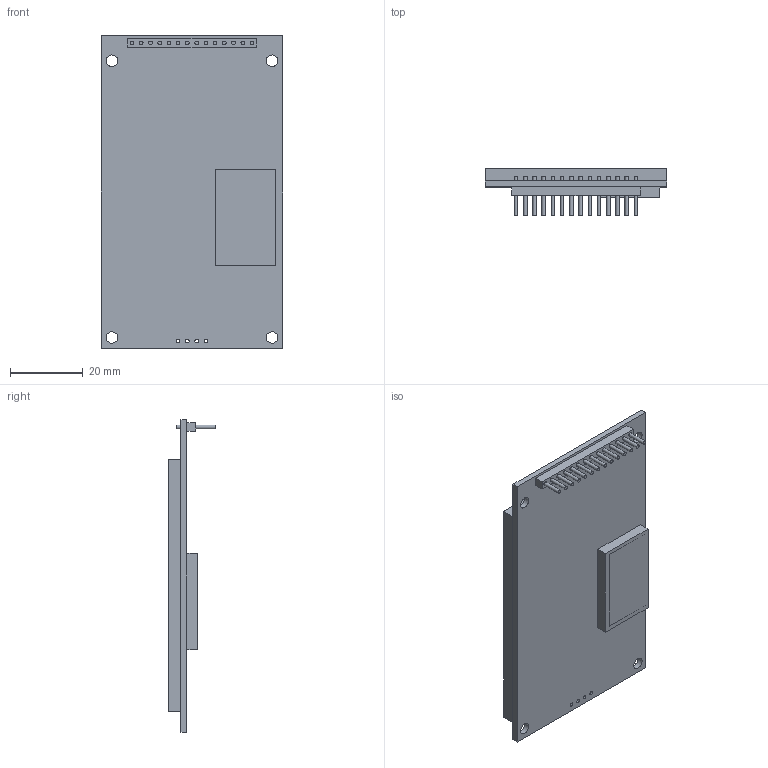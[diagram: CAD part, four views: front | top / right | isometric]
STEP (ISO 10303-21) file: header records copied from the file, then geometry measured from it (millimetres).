
FILE_DESCRIPTION(/* description */ (''),/* implementation_level */ '2;1');
FILE_NAME(/* name */ '2,8Zoll TFT SPI 240x320.step',/* time_stamp */ '2019-03-30T10:59:11+01:00',/* author */ ('Ralf.Konrad'),/* organization */ (''),/* preprocessor_version */ 'ST-DEVELOPER v17.2',/* originating_system */ 'Autodesk Translation Framework v7.6.0.251',/* authorisation */ '');
FILE_SCHEMA (('AUTOMOTIVE_DESIGN { 1 0 10303 214 3 1 1 }'));
Length unit declared in the file: millimetre
Products named in the file (1): 2,8Zoll TFT SPI
Bounding box: 50 x 13.14 x 86 mm (x, y, z)
Volume: 19737.5 mm3; surface area: 19738.3 mm2
Topology: 18 solids, 18 shells, 112 faces, 222 edges, 148 vertices
Faces by surface type: plane 62, cylinder 50
Full cylindrical faces by diameter (mm): 1 x46, 3.2 x4
Entity records: 3115 total; most frequent: DIRECTION 548, CARTESIAN_POINT 483, ORIENTED_EDGE 444, EDGE_CURVE 222, AXIS2_PLACEMENT_3D 213, EDGE_LOOP 186, VERTEX_POINT 148, LINE 122
